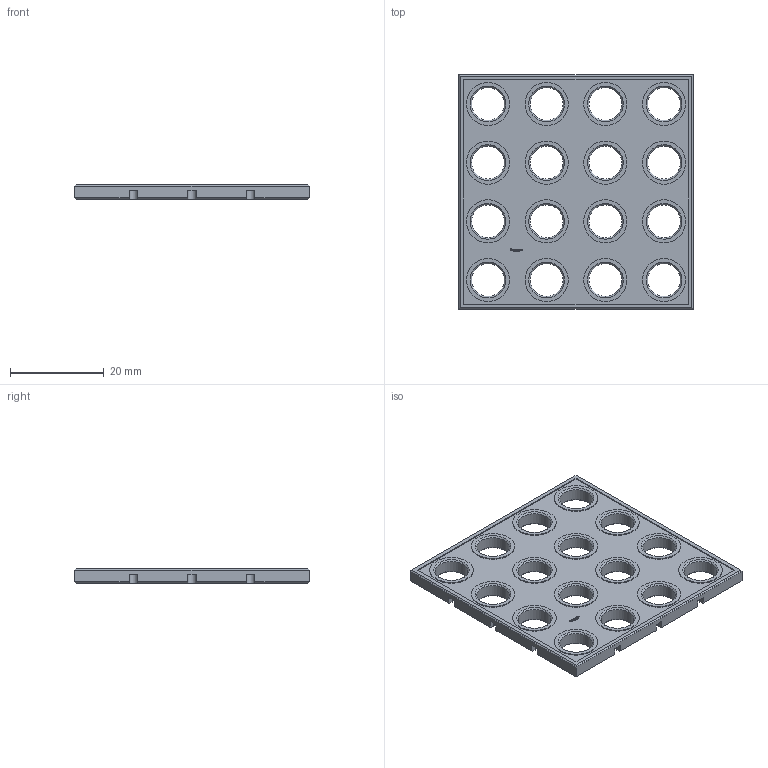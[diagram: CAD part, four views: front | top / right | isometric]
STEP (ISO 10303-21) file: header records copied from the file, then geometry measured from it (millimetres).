
FILE_DESCRIPTION(('FreeCAD Model'),'2;1');
FILE_NAME('Open CASCADE Shape Model','2024-02-25T16:33:48',(''),(''), 'Open CASCADE STEP processor 7.6','FreeCAD','Unknown');
FILE_SCHEMA(('AUTOMOTIVE_DESIGN { 1 0 10303 214 1 1 1 1 }'));
Products named in the file (1): Plate SQR CRNS BU04x00.25 - SPN-PLT-0063 (stemfie.org)
Bounding box: 50 x 50 x 3.12 mm (x, y, z)
Volume: 5210.8 mm3; surface area: 5808.5 mm2
Topology: 1 solids, 1 shells, 785 faces, 2162 edges, 1428 vertices
Faces by surface type: plane 455, extrusion 182, cylinder 116, cone 32
Full cylindrical faces by diameter (mm): 7 x16, 9.2 x16
Entity records: 53929 total; most frequent: CARTESIAN_POINT 12785, DIRECTION 6662, VECTOR 4726, LINE 4544, ORIENTED_EDGE 4324, PCURVE 4324, DEFINITIONAL_REPRESENTATION 4324, EDGE_CURVE 2162
